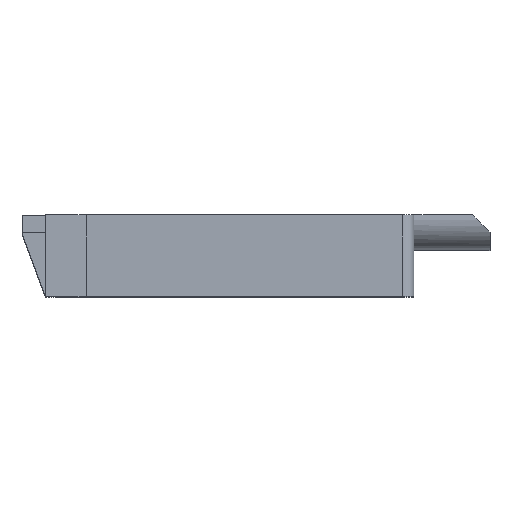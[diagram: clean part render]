
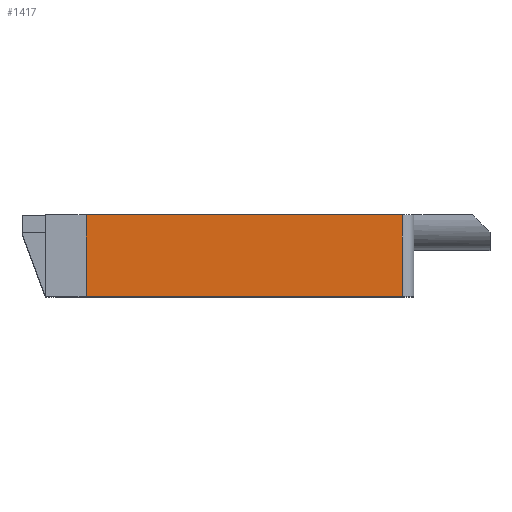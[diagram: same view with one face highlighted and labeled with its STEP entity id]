
A CAD part, top view. The second image highlights one B-rep face of the part: STEP entity #1417.
In plain terms, the highlighted planar face has unit normal (0, 0, 1).
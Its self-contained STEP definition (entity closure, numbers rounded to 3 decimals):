
#92=PLANE('',#1526);
#161=FACE_OUTER_BOUND('',#244,.T.);
#244=EDGE_LOOP('',(#1336,#1337,#1338,#1339));
#354=LINE('',#2133,#527);
#367=LINE('',#2167,#540);
#401=LINE('',#2233,#574);
#407=LINE('',#2245,#580);
#527=VECTOR('',#1730,10.);
#540=VECTOR('',#1755,10.);
#574=VECTOR('',#1817,10.);
#580=VECTOR('',#1835,10.);
#686=VERTEX_POINT('',#2109);
#697=VERTEX_POINT('',#2131);
#711=VERTEX_POINT('',#2164);
#712=VERTEX_POINT('',#2166);
#863=EDGE_CURVE('',#697,#686,#354,.T.);
#879=EDGE_CURVE('',#711,#712,#367,.T.);
#913=EDGE_CURVE('',#686,#711,#401,.T.);
#921=EDGE_CURVE('',#697,#712,#407,.T.);
#1336=ORIENTED_EDGE('',*,*,#913,.F.);
#1337=ORIENTED_EDGE('',*,*,#863,.F.);
#1338=ORIENTED_EDGE('',*,*,#921,.T.);
#1339=ORIENTED_EDGE('',*,*,#879,.F.);
#1417=ADVANCED_FACE('',(#161),#92,.T.);
#1526=AXIS2_PLACEMENT_3D('',#2290,#1890,#1891);
#1730=DIRECTION('',(1.,0.,0.));
#1755=DIRECTION('',(-1.,0.,0.));
#1817=DIRECTION('',(0.,-1.,0.));
#1835=DIRECTION('',(0.,-1.,0.));
#1890=DIRECTION('center_axis',(0.,0.,1.));
#1891=DIRECTION('ref_axis',(1.,0.,0.));
#2109=CARTESIAN_POINT('',(4.343,3.5,30.275));
#2131=CARTESIAN_POINT('',(-9.16,3.5,30.275));
#2133=CARTESIAN_POINT('',(4.843,3.5,30.275));
#2164=CARTESIAN_POINT('',(4.343,0.,30.275));
#2166=CARTESIAN_POINT('',(-9.16,0.,30.275));
#2167=CARTESIAN_POINT('',(4.843,0.,30.275));
#2233=CARTESIAN_POINT('',(4.343,0.,30.275));
#2245=CARTESIAN_POINT('',(-9.16,0.,30.275));
#2290=CARTESIAN_POINT('Origin',(-10.9,0.,30.275));
